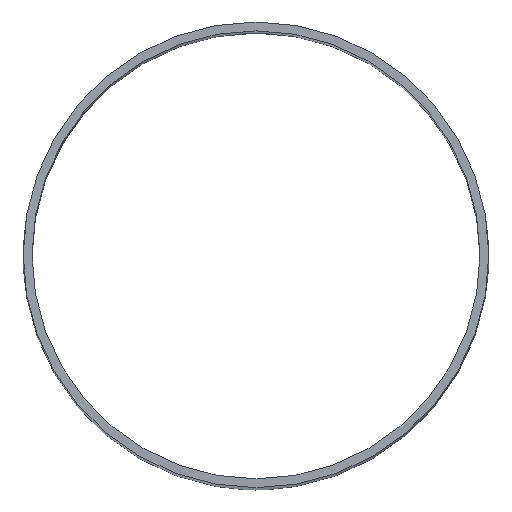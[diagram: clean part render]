
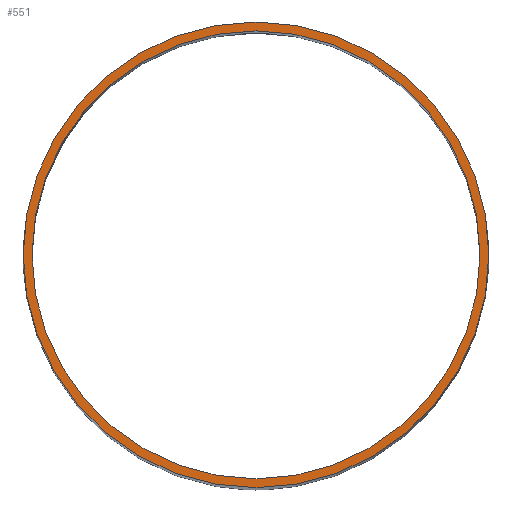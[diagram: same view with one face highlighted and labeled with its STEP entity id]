
A CAD part, top view. The second image highlights one B-rep face of the part: STEP entity #551.
In plain terms, the highlighted planar face has unit normal (0, 0, 1).
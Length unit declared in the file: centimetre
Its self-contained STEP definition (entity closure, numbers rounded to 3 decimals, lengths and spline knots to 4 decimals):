
#13 = ORIENTED_EDGE ( 'NONE', *, *, #566, .T. ) ;
#18 = DIRECTION ( 'NONE',  ( 1., 0., 0. ) ) ;
#28 = DIRECTION ( 'NONE',  ( 1., 0., 0. ) ) ;
#35 = EDGE_LOOP ( 'NONE', ( #766, #494 ) ) ;
#53 = CIRCLE ( 'NONE', #186, 3.8 ) ;
#112 = CARTESIAN_POINT ( 'NONE',  ( 3.95, 0., 22.7 ) ) ;
#120 = FACE_OUTER_BOUND ( 'NONE', #867, .T. ) ;
#137 = AXIS2_PLACEMENT_3D ( 'NONE', #833, #357, #18 ) ;
#157 = EDGE_CURVE ( 'NONE', #646, #939, #713, .T. ) ;
#186 = AXIS2_PLACEMENT_3D ( 'NONE', #411, #339, #333 ) ;
#193 = CARTESIAN_POINT ( 'NONE',  ( 0., 0., 22.7 ) ) ;
#273 = AXIS2_PLACEMENT_3D ( 'NONE', #742, #840, #28 ) ;
#333 = DIRECTION ( 'NONE',  ( 1., 0., 0. ) ) ;
#339 = DIRECTION ( 'NONE',  ( 0., 0., 1. ) ) ;
#354 = DIRECTION ( 'NONE',  ( 1., 0., 0. ) ) ;
#357 = DIRECTION ( 'NONE',  ( 0., 0., 1. ) ) ;
#358 = PLANE ( 'NONE',  #273 ) ;
#411 = CARTESIAN_POINT ( 'NONE',  ( 0., 0., 22.7 ) ) ;
#461 = AXIS2_PLACEMENT_3D ( 'NONE', #811, #492, #953 ) ;
#492 = DIRECTION ( 'NONE',  ( 0., 0., 1. ) ) ;
#494 = ORIENTED_EDGE ( 'NONE', *, *, #157, .F. ) ;
#551 = ADVANCED_FACE ( 'NONE', ( #120, #1008 ), #358, .T. ) ;
#566 = EDGE_CURVE ( 'NONE', #570, #856, #629, .T. ) ;
#570 = VERTEX_POINT ( 'NONE', #112 ) ;
#574 = ORIENTED_EDGE ( 'NONE', *, *, #973, .T. ) ;
#592 = CIRCLE ( 'NONE', #137, 3.95 ) ;
#602 = DIRECTION ( 'NONE',  ( 0., 0., 1. ) ) ;
#629 = CIRCLE ( 'NONE', #828, 3.95 ) ;
#646 = VERTEX_POINT ( 'NONE', #662 ) ;
#662 = CARTESIAN_POINT ( 'NONE',  ( 3.8, 0., 22.7 ) ) ;
#713 = CIRCLE ( 'NONE', #461, 3.8 ) ;
#736 = CARTESIAN_POINT ( 'NONE',  ( -3.8, 0., 22.7 ) ) ;
#742 = CARTESIAN_POINT ( 'NONE',  ( 0., 0., 22.7 ) ) ;
#766 = ORIENTED_EDGE ( 'NONE', *, *, #903, .F. ) ;
#811 = CARTESIAN_POINT ( 'NONE',  ( 0., 0., 22.7 ) ) ;
#816 = CARTESIAN_POINT ( 'NONE',  ( -3.95, 0., 22.7 ) ) ;
#828 = AXIS2_PLACEMENT_3D ( 'NONE', #193, #602, #354 ) ;
#833 = CARTESIAN_POINT ( 'NONE',  ( 0., 0., 22.7 ) ) ;
#840 = DIRECTION ( 'NONE',  ( 0., 0., 1. ) ) ;
#856 = VERTEX_POINT ( 'NONE', #816 ) ;
#867 = EDGE_LOOP ( 'NONE', ( #574, #13 ) ) ;
#903 = EDGE_CURVE ( 'NONE', #939, #646, #53, .T. ) ;
#939 = VERTEX_POINT ( 'NONE', #736 ) ;
#953 = DIRECTION ( 'NONE',  ( 1., 0., 0. ) ) ;
#973 = EDGE_CURVE ( 'NONE', #856, #570, #592, .T. ) ;
#1008 = FACE_BOUND ( 'NONE', #35, .T. ) ;
